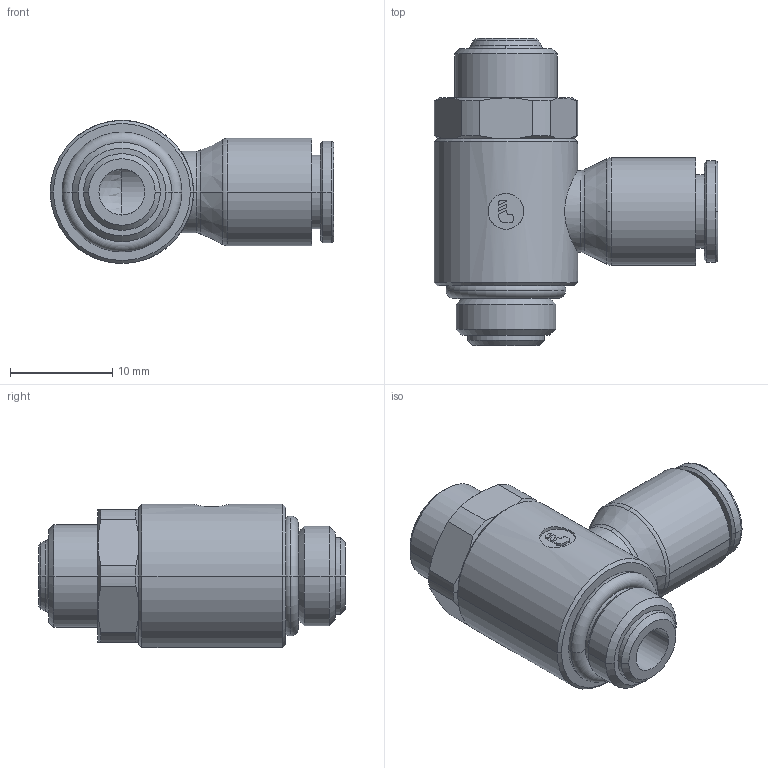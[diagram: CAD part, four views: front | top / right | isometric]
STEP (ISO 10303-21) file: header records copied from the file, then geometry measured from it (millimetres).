
FILE_DESCRIPTION(('STEP AP214'),'1');
FILE_NAME('7010_06_10.stp','2016-07-07T14:53:40',('TraceParts'),('TraceParts S.A.'),'Spatial InterOp 3D',' ',' ');
FILE_SCHEMA(('automotive_design'));
Length unit declared in the file: millimetre
Products named in the file (1): 1
Bounding box: 27.7 x 30.01 x 14 mm (x, y, z)
Volume: 3879.8 mm3; surface area: 2568 mm2
Topology: 1 solids, 2 shells, 126 faces, 308 edges, 192 vertices
Faces by surface type: cylinder 40, cone 36, plane 34, torus 14, sphere 2
Entity records: 3949 total; most frequent: CARTESIAN_POINT 943, DIRECTION 676, ORIENTED_EDGE 608, EDGE_CURVE 304, AXIS2_PLACEMENT_3D 283, VERTEX_POINT 192, CIRCLE 156, EDGE_LOOP 140
